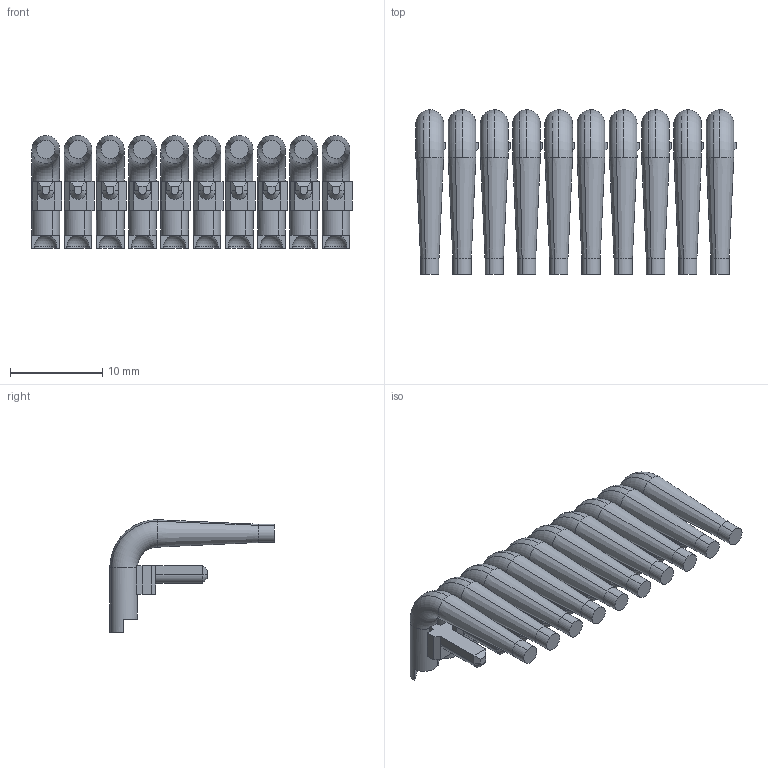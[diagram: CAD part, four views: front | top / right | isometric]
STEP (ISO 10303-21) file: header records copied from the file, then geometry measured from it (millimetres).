
FILE_DESCRIPTION(('CATIA V5 STEP Exchange','CAx-IF Rec.Pracs.--- Model Styling and Organization---1.2---2011-12-15'),'2;1');
FILE_NAME ('D1454686_0_1699580000_1699580000.stp','2018-09-20T15:11:28+00:00',('none'),('Weidmueller'),'CATIA Version 5-6 Release 2014','CATIA V5 STEP AP214','none');
FILE_SCHEMA(('AUTOMOTIVE_DESIGN { 1 0 10303 214 1 1 1 1 }'));
Length unit declared in the file: millimetre
Products named in the file (1): 1699580000
Bounding box: 34.75 x 17.85 x 12.25 mm (x, y, z)
Volume: 1747.9 mm3; surface area: 3010.2 mm2
Topology: 20 solids, 20 shells, 360 faces, 900 edges, 570 vertices
Faces by surface type: plane 220, cylinder 70, cone 30, torus 30, sphere 10
Entity records: 9733 total; most frequent: CARTESIAN_POINT 1892, ORIENTED_EDGE 1780, DIRECTION 1272, EDGE_CURVE 890, VECTOR 570, LINE 570, VERTEX_POINT 570, AXIS2_PLACEMENT_3D 482
